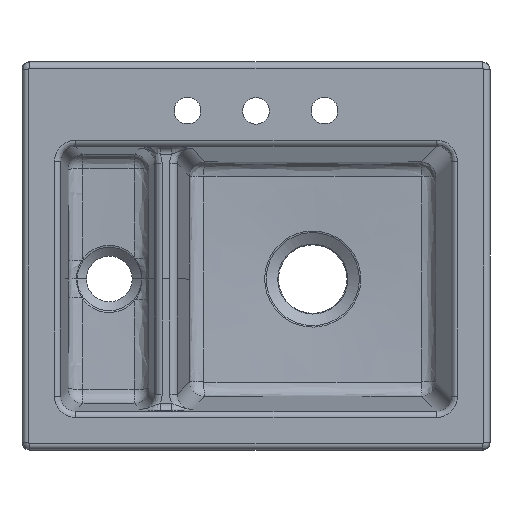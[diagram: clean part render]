
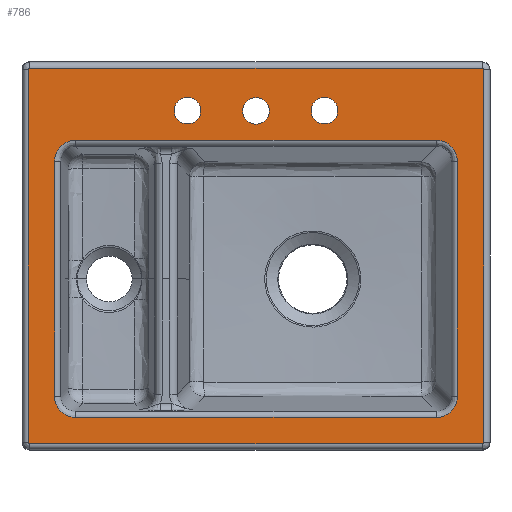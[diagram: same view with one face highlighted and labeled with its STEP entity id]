
A CAD part, top view. The second image highlights one B-rep face of the part: STEP entity #786.
In plain terms, the highlighted planar face has unit normal (0, 0, 1).
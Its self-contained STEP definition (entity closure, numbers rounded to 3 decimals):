
#786=ADVANCED_FACE('',(#1486,#1487,#1488,#1489,#1490),#1046,.T.);
#1046=PLANE('',#4405);
#1091=ELLIPSE('',#4397,28.334,28.);
#1092=ELLIPSE('',#4398,28.361,28.);
#1093=ELLIPSE('',#4399,28.361,28.);
#1094=ELLIPSE('',#4400,28.334,28.);
#1095=ELLIPSE('',#4401,2.022,2.);
#1096=ELLIPSE('',#4402,2.022,2.);
#1097=ELLIPSE('',#4403,2.022,2.);
#1098=ELLIPSE('',#4404,2.022,2.);
#1229=LINE('',#8864,#1403);
#1230=LINE('',#8869,#1404);
#1231=LINE('',#8873,#1405);
#1232=LINE('',#8877,#1406);
#1233=LINE('',#8880,#1407);
#1234=LINE('',#8885,#1408);
#1235=LINE('',#8889,#1409);
#1236=LINE('',#8893,#1410);
#1403=VECTOR('',#5030,1.);
#1404=VECTOR('',#5033,1.);
#1405=VECTOR('',#5036,1.);
#1406=VECTOR('',#5039,1.);
#1407=VECTOR('',#5042,1.);
#1408=VECTOR('',#5045,1.);
#1409=VECTOR('',#5048,1.);
#1410=VECTOR('',#5051,1.);
#1486=FACE_BOUND('',#1569,.T.);
#1487=FACE_BOUND('',#1570,.T.);
#1488=FACE_BOUND('',#1571,.T.);
#1489=FACE_BOUND('',#1572,.T.);
#1490=FACE_BOUND('',#1573,.T.);
#1569=EDGE_LOOP('',(#2127));
#1570=EDGE_LOOP('',(#2128));
#1571=EDGE_LOOP('',(#2129));
#1572=EDGE_LOOP('',(#2130,#2131,#2132,#2133,#2134,#2135,#2136,#2137));
#1573=EDGE_LOOP('',(#2138,#2139,#2140,#2141,#2142,#2143,#2144,#2145));
#2127=ORIENTED_EDGE('',*,*,#3720,.T.);
#2128=ORIENTED_EDGE('',*,*,#3721,.F.);
#2129=ORIENTED_EDGE('',*,*,#3722,.F.);
#2130=ORIENTED_EDGE('',*,*,#3723,.T.);
#2131=ORIENTED_EDGE('',*,*,#3724,.T.);
#2132=ORIENTED_EDGE('',*,*,#3725,.T.);
#2133=ORIENTED_EDGE('',*,*,#3726,.T.);
#2134=ORIENTED_EDGE('',*,*,#3727,.T.);
#2135=ORIENTED_EDGE('',*,*,#3728,.T.);
#2136=ORIENTED_EDGE('',*,*,#3729,.T.);
#2137=ORIENTED_EDGE('',*,*,#3730,.T.);
#2138=ORIENTED_EDGE('',*,*,#3731,.T.);
#2139=ORIENTED_EDGE('',*,*,#3732,.T.);
#2140=ORIENTED_EDGE('',*,*,#3733,.T.);
#2141=ORIENTED_EDGE('',*,*,#3734,.T.);
#2142=ORIENTED_EDGE('',*,*,#3735,.T.);
#2143=ORIENTED_EDGE('',*,*,#3736,.T.);
#2144=ORIENTED_EDGE('',*,*,#3737,.T.);
#2145=ORIENTED_EDGE('',*,*,#3738,.T.);
#3320=VERTEX_POINT('',#8859);
#3321=VERTEX_POINT('',#8861);
#3322=VERTEX_POINT('',#8863);
#3323=VERTEX_POINT('',#8865);
#3324=VERTEX_POINT('',#8866);
#3325=VERTEX_POINT('',#8868);
#3326=VERTEX_POINT('',#8870);
#3327=VERTEX_POINT('',#8872);
#3328=VERTEX_POINT('',#8874);
#3329=VERTEX_POINT('',#8876);
#3330=VERTEX_POINT('',#8878);
#3331=VERTEX_POINT('',#8881);
#3332=VERTEX_POINT('',#8882);
#3333=VERTEX_POINT('',#8884);
#3334=VERTEX_POINT('',#8886);
#3335=VERTEX_POINT('',#8888);
#3336=VERTEX_POINT('',#8890);
#3337=VERTEX_POINT('',#8892);
#3338=VERTEX_POINT('',#8894);
#3720=EDGE_CURVE('',#3320,#3320,#4111,.T.);
#3721=EDGE_CURVE('',#3321,#3321,#4112,.T.);
#3722=EDGE_CURVE('',#3322,#3322,#4113,.T.);
#3723=EDGE_CURVE('',#3323,#3324,#1229,.T.);
#3724=EDGE_CURVE('',#3324,#3325,#1091,.T.);
#3725=EDGE_CURVE('',#3325,#3326,#1230,.T.);
#3726=EDGE_CURVE('',#3326,#3327,#1092,.T.);
#3727=EDGE_CURVE('',#3327,#3328,#1231,.T.);
#3728=EDGE_CURVE('',#3328,#3329,#1093,.T.);
#3729=EDGE_CURVE('',#3329,#3330,#1232,.T.);
#3730=EDGE_CURVE('',#3330,#3323,#1094,.T.);
#3731=EDGE_CURVE('',#3331,#3332,#1233,.T.);
#3732=EDGE_CURVE('',#3332,#3333,#1095,.T.);
#3733=EDGE_CURVE('',#3333,#3334,#1234,.T.);
#3734=EDGE_CURVE('',#3334,#3335,#1096,.T.);
#3735=EDGE_CURVE('',#3335,#3336,#1235,.T.);
#3736=EDGE_CURVE('',#3336,#3337,#1097,.T.);
#3737=EDGE_CURVE('',#3337,#3338,#1236,.T.);
#3738=EDGE_CURVE('',#3338,#3331,#1098,.T.);
#4111=CIRCLE('',#4394,17.5);
#4112=CIRCLE('',#4395,17.5);
#4113=CIRCLE('',#4396,17.5);
#4394=AXIS2_PLACEMENT_3D('',#8858,#5024,#5025);
#4395=AXIS2_PLACEMENT_3D('',#8860,#5026,#5027);
#4396=AXIS2_PLACEMENT_3D('',#8862,#5028,#5029);
#4397=AXIS2_PLACEMENT_3D('',#8867,#5031,#5032);
#4398=AXIS2_PLACEMENT_3D('',#8871,#5034,#5035);
#4399=AXIS2_PLACEMENT_3D('',#8875,#5037,#5038);
#4400=AXIS2_PLACEMENT_3D('',#8879,#5040,#5041);
#4401=AXIS2_PLACEMENT_3D('',#8883,#5043,#5044);
#4402=AXIS2_PLACEMENT_3D('',#8887,#5046,#5047);
#4403=AXIS2_PLACEMENT_3D('',#8891,#5049,#5050);
#4404=AXIS2_PLACEMENT_3D('',#8895,#5052,#5053);
#4405=AXIS2_PLACEMENT_3D('',#8896,#5054,#5055);
#5024=DIRECTION('',(0.,0.,-1.));
#5025=DIRECTION('',(1.,0.,0.));
#5026=DIRECTION('',(0.,0.,1.));
#5027=DIRECTION('',(1.,0.,0.));
#5028=DIRECTION('',(0.,0.,1.));
#5029=DIRECTION('',(1.,0.,0.));
#5030=DIRECTION('',(0.,1.,0.));
#5031=DIRECTION('',(0.,0.,-1.));
#5032=DIRECTION('',(-0.678,0.735,0.));
#5033=DIRECTION('',(1.,0.,0.));
#5034=DIRECTION('',(0.,0.,-1.));
#5035=DIRECTION('',(0.707,0.707,0.));
#5036=DIRECTION('',(0.,-1.,0.));
#5037=DIRECTION('',(0.,0.,-1.));
#5038=DIRECTION('',(-0.707,0.707,0.));
#5039=DIRECTION('',(-1.,0.,0.));
#5040=DIRECTION('',(0.,0.,-1.));
#5041=DIRECTION('',(0.678,0.735,0.));
#5042=DIRECTION('',(0.,1.,0.));
#5043=DIRECTION('',(0.,0.,1.));
#5044=DIRECTION('',(-0.707,-0.707,0.));
#5045=DIRECTION('',(-1.,0.,0.));
#5046=DIRECTION('',(0.,0.,1.));
#5047=DIRECTION('',(0.707,-0.707,0.));
#5048=DIRECTION('',(0.,-1.,0.));
#5049=DIRECTION('',(0.,0.,1.));
#5050=DIRECTION('',(0.707,0.707,0.));
#5051=DIRECTION('',(1.,0.,0.));
#5052=DIRECTION('',(0.,0.,1.));
#5053=DIRECTION('',(-0.707,0.707,0.));
#5054=DIRECTION('',(0.,0.,1.));
#5055=DIRECTION('',(-1.,0.,0.));
#8858=CARTESIAN_POINT('',(-160.,221.,0.));
#8859=CARTESIAN_POINT('',(-142.5,221.,0.));
#8860=CARTESIAN_POINT('',(-70.,220.702,0.));
#8861=CARTESIAN_POINT('',(-52.5,220.702,0.));
#8862=CARTESIAN_POINT('',(20.,221.,0.));
#8863=CARTESIAN_POINT('',(37.5,221.,0.));
#8864=CARTESIAN_POINT('',(-334.703,156.974,0.));
#8865=CARTESIAN_POINT('',(-334.703,-154.293,0.));
#8866=CARTESIAN_POINT('',(-334.703,154.293,0.));
#8867=CARTESIAN_POINT('',(-306.549,153.959,0.));
#8868=CARTESIAN_POINT('',(-306.882,182.14,0.));
#8869=CARTESIAN_POINT('',(-223.224,182.14,0.));
#8870=CARTESIAN_POINT('',(166.82,182.14,0.));
#8871=CARTESIAN_POINT('',(166.459,153.959,0.));
#8872=CARTESIAN_POINT('',(194.64,154.32,0.));
#8873=CARTESIAN_POINT('',(194.64,156.974,0.));
#8874=CARTESIAN_POINT('',(194.64,-154.32,0.));
#8875=CARTESIAN_POINT('',(166.459,-153.959,0.));
#8876=CARTESIAN_POINT('',(166.82,-182.14,0.));
#8877=CARTESIAN_POINT('',(-223.224,-182.14,0.));
#8878=CARTESIAN_POINT('',(-306.882,-182.14,0.));
#8879=CARTESIAN_POINT('',(-306.549,-153.959,0.));
#8880=CARTESIAN_POINT('',(229.246,156.974,0.));
#8881=CARTESIAN_POINT('',(229.246,-214.757,0.));
#8882=CARTESIAN_POINT('',(229.246,274.757,0.));
#8883=CARTESIAN_POINT('',(227.235,274.735,0.));
#8884=CARTESIAN_POINT('',(227.257,276.746,0.));
#8885=CARTESIAN_POINT('',(-223.224,276.746,0.));
#8886=CARTESIAN_POINT('',(-367.257,276.746,0.));
#8887=CARTESIAN_POINT('',(-367.235,274.735,0.));
#8888=CARTESIAN_POINT('',(-369.246,274.757,0.));
#8889=CARTESIAN_POINT('',(-369.246,156.974,0.));
#8890=CARTESIAN_POINT('',(-369.246,-214.757,0.));
#8891=CARTESIAN_POINT('',(-367.235,-214.735,0.));
#8892=CARTESIAN_POINT('',(-367.257,-216.746,0.));
#8893=CARTESIAN_POINT('',(-223.224,-216.746,0.));
#8894=CARTESIAN_POINT('',(227.257,-216.746,0.));
#8895=CARTESIAN_POINT('',(227.235,-214.735,0.));
#8896=CARTESIAN_POINT('',(-223.224,156.974,0.));
